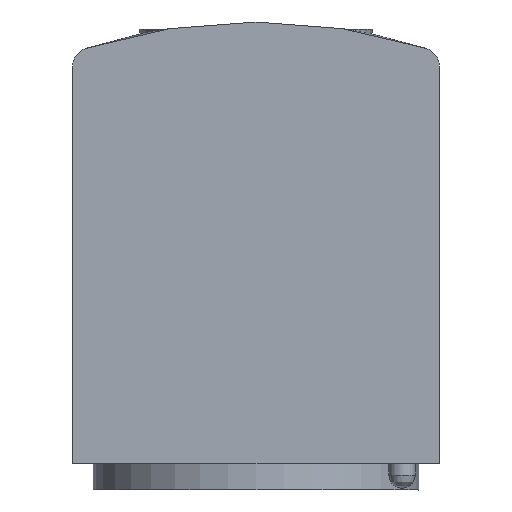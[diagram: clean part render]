
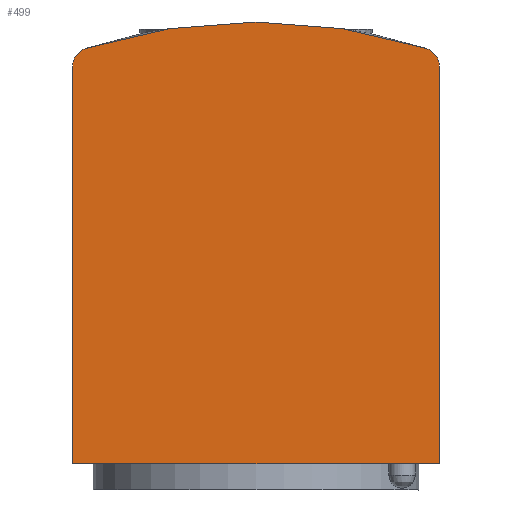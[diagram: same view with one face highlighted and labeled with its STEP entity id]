
A CAD part, left-side view. The second image highlights one B-rep face of the part: STEP entity #499.
In plain terms, the highlighted planar face has unit normal (-1, 0, 0).
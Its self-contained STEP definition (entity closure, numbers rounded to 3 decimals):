
#57=LINE($,#764,#73);
#61=LINE($,#791,#77);
#64=LINE($,#796,#80);
#73=VECTOR($,#609,9.8);
#77=VECTOR($,#637,10.616);
#80=VECTOR($,#642,10.616);
#93=FACE_OUTER_BOUND($,#130,.T.);
#130=EDGE_LOOP($,(#341,#342,#343,#344,#345,#346));
#174=CIRCLE($,#538,0.5);
#178=CIRCLE($,#546,15.);
#179=CIRCLE($,#547,0.5);
#213=VERTEX_POINT($,#761);
#214=VERTEX_POINT($,#763);
#218=VERTEX_POINT($,#773);
#221=VERTEX_POINT($,#778);
#225=VERTEX_POINT($,#790);
#227=VERTEX_POINT($,#797);
#261=EDGE_CURVE($,#214,#213,#57,.T.);
#269=EDGE_CURVE($,#221,#218,#174,.T.);
#273=EDGE_CURVE($,#214,#225,#61,.T.);
#276=EDGE_CURVE($,#218,#213,#64,.T.);
#277=EDGE_CURVE($,#227,#221,#178,.T.);
#278=EDGE_CURVE($,#225,#227,#179,.T.);
#341=ORIENTED_EDGE($,*,*,#273,.F.);
#342=ORIENTED_EDGE($,*,*,#261,.T.);
#343=ORIENTED_EDGE($,*,*,#276,.F.);
#344=ORIENTED_EDGE($,*,*,#269,.F.);
#345=ORIENTED_EDGE($,*,*,#277,.F.);
#346=ORIENTED_EDGE($,*,*,#278,.F.);
#450=PLANE($,#545);
#499=ADVANCED_FACE($,(#93),#450,.T.);
#538=AXIS2_PLACEMENT_3D($,#780,#623,#624);
#545=AXIS2_PLACEMENT_3D($,#795,#640,#641);
#546=AXIS2_PLACEMENT_3D($,#798,#643,#644);
#547=AXIS2_PLACEMENT_3D($,#799,#645,#646);
#609=DIRECTION($,(0.,-1.,0.));
#623=DIRECTION('center_axis',(1.,0.,0.));
#624=DIRECTION('ref_axis',(0.,0.,-1.));
#637=DIRECTION($,(0.,0.,1.));
#640=DIRECTION('center_axis',(-1.,0.,0.));
#641=DIRECTION('ref_axis',(0.,0.,1.));
#642=DIRECTION($,(0.,0.,-1.));
#643=DIRECTION('center_axis',(1.,0.,0.));
#644=DIRECTION('ref_axis',(0.,0.,1.));
#645=DIRECTION('center_axis',(1.,0.,0.));
#646=DIRECTION('ref_axis',(0.,0.,-1.));
#761=CARTESIAN_POINT('',(219.6,967.1,27.2));
#763=CARTESIAN_POINT('',(219.6,976.9,27.2));
#764=CARTESIAN_POINT($,(219.6,976.9,27.2));
#773=CARTESIAN_POINT('',(219.6,967.1,37.816));
#778=CARTESIAN_POINT('',(219.6,967.448,38.293));
#780=CARTESIAN_POINT('Origin',(219.6,967.6,37.816));
#790=CARTESIAN_POINT('',(219.6,976.9,37.816));
#791=CARTESIAN_POINT($,(219.6,976.9,27.2));
#795=CARTESIAN_POINT('Origin',(219.6,967.6,35.12));
#796=CARTESIAN_POINT($,(219.6,967.1,37.816));
#797=CARTESIAN_POINT('',(219.6,976.552,38.293));
#798=CARTESIAN_POINT('Origin',(219.6,972.,24.));
#799=CARTESIAN_POINT('Origin',(219.6,976.4,37.816));
